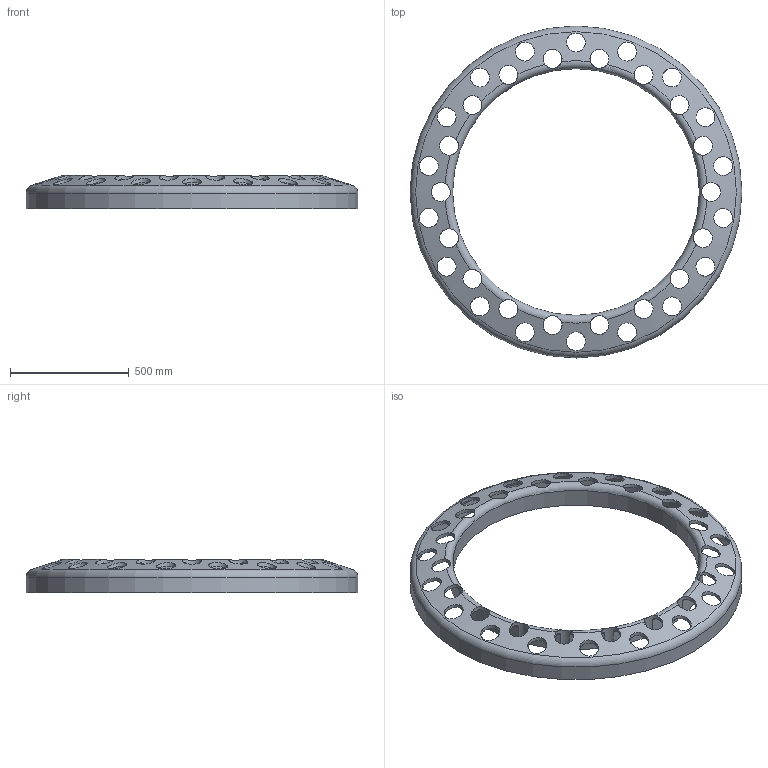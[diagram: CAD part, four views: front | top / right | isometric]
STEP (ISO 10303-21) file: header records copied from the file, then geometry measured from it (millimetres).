
FILE_DESCRIPTION(/* description */ (''),/* implementation_level */ '2;1');
FILE_NAME(/* name */ '16193.100X_3D.stp',/* time_stamp */ '2024-12-12T06:56:25+01:00',/* author */ ('CAD'),/* organization */ (''),/* preprocessor_version */ 'ST-DEVELOPER v20',/* originating_system */ 'AutoCAD Mechanical',/* authorisation */ '');
FILE_SCHEMA (('AUTOMOTIVE_DESIGN { 1 0 10303 214 3 1 1 }'));
Length unit declared in the file: centimetre
Products named in the file (2): Product; *S0
Assembly tree (1 placements, depth 2):
  Product
    *S0
Bounding box: 1400 x 1400 x 140 mm (x, y, z)
Volume: 16285947.3 mm3; surface area: 2456492 mm2
Topology: 1 solids, 1 shells, 82 faces, 384 edges, 269 vertices
Faces by surface type: cylinder 57, torus 21, cone 2, plane 2
Full cylindrical faces by diameter (mm): 80 x36, 1040 x1, 1370 x1, 1400 x1
Entity records: 8744 total; most frequent: CARTESIAN_POINT 5758, ORIENTED_EDGE 768, DIRECTION 465, EDGE_CURVE 384, VERTEX_POINT 268, B_SPLINE_CURVE_WITH_KNOTS 198, AXIS2_PLACEMENT_3D 194, EDGE_LOOP 120
